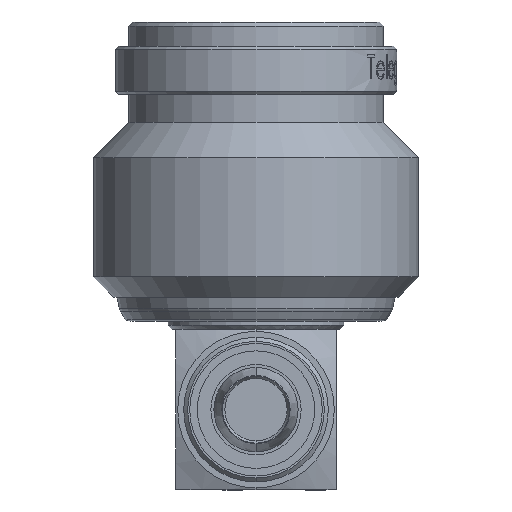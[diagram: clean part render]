
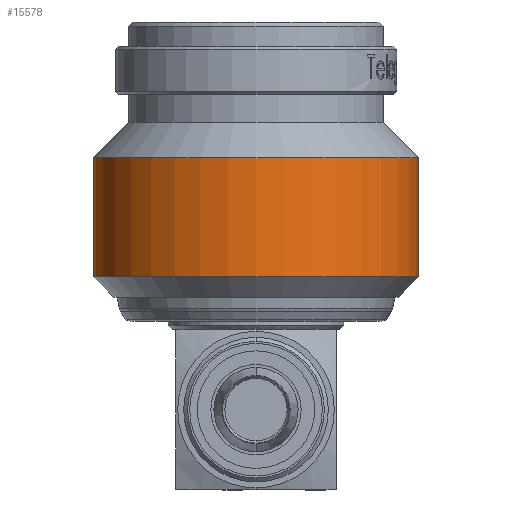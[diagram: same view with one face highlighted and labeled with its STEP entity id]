
A CAD part, front view. The second image highlights one B-rep face of the part: STEP entity #15578.
In plain terms, the highlighted cylindrical face has radius 8.1 mm (diameter 16.2 mm), a partial arc.
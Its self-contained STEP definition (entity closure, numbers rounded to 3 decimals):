
#324 = CARTESIAN_POINT ( 'NONE',  ( -8.1, 0., -5.45 ) ) ;
#810 = CIRCLE ( 'NONE', #1077, 8.1 ) ;
#833 = CARTESIAN_POINT ( 'NONE',  ( 0., 0., 1.3 ) ) ;
#1077 = AXIS2_PLACEMENT_3D ( 'NONE', #6871, #17123, #8326 ) ;
#1234 = CIRCLE ( 'NONE', #7394, 8.1 ) ;
#1905 = DIRECTION ( 'NONE',  ( 0., 0., 1. ) ) ;
#2345 = CARTESIAN_POINT ( 'NONE',  ( -8.1, 0., 1.3 ) ) ;
#3659 = CARTESIAN_POINT ( 'NONE',  ( 8.1, 0., -5.45 ) ) ;
#6651 = EDGE_CURVE ( 'NONE', #11916, #16933, #810, .T. ) ;
#6857 = EDGE_LOOP ( 'NONE', ( #10557, #16700, #11277, #18212 ) ) ;
#6864 = LINE ( 'NONE', #2345, #18100 ) ;
#6871 = CARTESIAN_POINT ( 'NONE',  ( 0., 0., -5.45 ) ) ;
#7394 = AXIS2_PLACEMENT_3D ( 'NONE', #10691, #1905, #12163 ) ;
#7424 = DIRECTION ( 'NONE',  ( 0., 0., 1. ) ) ;
#8326 = DIRECTION ( 'NONE',  ( 1., 0., 0. ) ) ;
#8770 = CARTESIAN_POINT ( 'NONE',  ( -8.1, 0., -11.375 ) ) ;
#9983 = CYLINDRICAL_SURFACE ( 'NONE', #13488, 8.1 ) ;
#10557 = ORIENTED_EDGE ( 'NONE', *, *, #17957, .F. ) ;
#10691 = CARTESIAN_POINT ( 'NONE',  ( 0., 0., -11.375 ) ) ;
#11003 = VERTEX_POINT ( 'NONE', #8770 ) ;
#11092 = DIRECTION ( 'NONE',  ( 0., 0., 1. ) ) ;
#11120 = DIRECTION ( 'NONE',  ( 0., 0., 1. ) ) ;
#11277 = ORIENTED_EDGE ( 'NONE', *, *, #11553, .T. ) ;
#11307 = VERTEX_POINT ( 'NONE', #16735 ) ;
#11553 = EDGE_CURVE ( 'NONE', #11307, #16933, #14461, .T. ) ;
#11916 = VERTEX_POINT ( 'NONE', #324 ) ;
#12163 = DIRECTION ( 'NONE',  ( 1., 0., 0. ) ) ;
#13488 = AXIS2_PLACEMENT_3D ( 'NONE', #833, #11092, #17018 ) ;
#14461 = LINE ( 'NONE', #17700, #18388 ) ;
#15578 = ADVANCED_FACE ( 'NONE', ( #15731 ), #9983, .T. ) ;
#15731 = FACE_OUTER_BOUND ( 'NONE', #6857, .T. ) ;
#16700 = ORIENTED_EDGE ( 'NONE', *, *, #18639, .T. ) ;
#16735 = CARTESIAN_POINT ( 'NONE',  ( 8.1, 0., -11.375 ) ) ;
#16933 = VERTEX_POINT ( 'NONE', #3659 ) ;
#17018 = DIRECTION ( 'NONE',  ( 1., 0., 0. ) ) ;
#17123 = DIRECTION ( 'NONE',  ( 0., 0., 1. ) ) ;
#17700 = CARTESIAN_POINT ( 'NONE',  ( 8.1, 0., 1.3 ) ) ;
#17957 = EDGE_CURVE ( 'NONE', #11003, #11916, #6864, .T. ) ;
#18100 = VECTOR ( 'NONE', #11120, 1000. ) ;
#18212 = ORIENTED_EDGE ( 'NONE', *, *, #6651, .F. ) ;
#18388 = VECTOR ( 'NONE', #7424, 1000. ) ;
#18639 = EDGE_CURVE ( 'NONE', #11003, #11307, #1234, .T. ) ;
